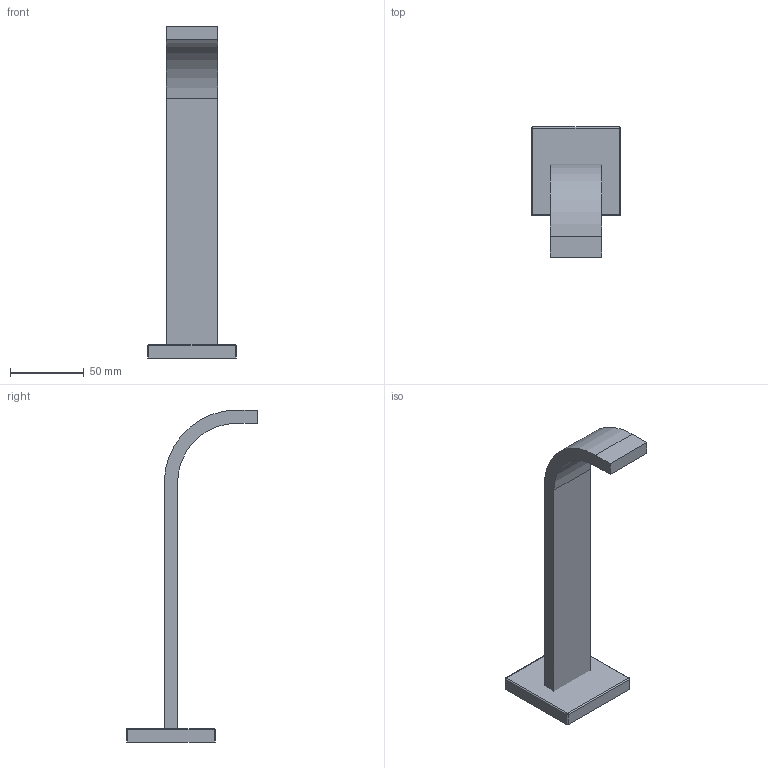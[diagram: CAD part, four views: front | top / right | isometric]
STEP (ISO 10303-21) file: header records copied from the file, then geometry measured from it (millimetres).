
FILE_DESCRIPTION (( 'STEP AP203' ), '1' );
FILE_NAME ('13801782-00.STEP', '2018-07-03T14:13:53', ( '' ), ( '' ), 'SwSTEP 2.0', 'SolidWorks 2017', '' );
FILE_SCHEMA (( 'CONFIG_CONTROL_DESIGN' ));
Length unit declared in the file: millimetre
Products named in the file (3): Planungsmodell_Abdeckung-+-33.543.780-01_ _K81_60x9x60; Planungsmodell_Auslauf-+-13.801.780-01_ _K2_35x9_220x63; 13801782-00
Assembly tree (2 placements, depth 2):
  13801782-00
    Planungsmodell_Abdeckung-+-33.543.780-01_ _K81_60x9x60
    Planungsmodell_Auslauf-+-13.801.780-01_ _K2_35x9_220x63
Bounding box: 60 x 88.5 x 224.5 mm (x, y, z)
Volume: 114073.6 mm3; surface area: 32721.6 mm2
Topology: 2 solids, 2 shells, 28 faces, 64 edges, 36 vertices
Faces by surface type: plane 14, cylinder 10, sphere 4
Entity records: 1053 total; most frequent: DIRECTION 146, CARTESIAN_POINT 129, ORIENTED_EDGE 120, EDGE_CURVE 60, AXIS2_PLACEMENT_3D 53, LINE 40, VECTOR 40, VERTEX_POINT 36
